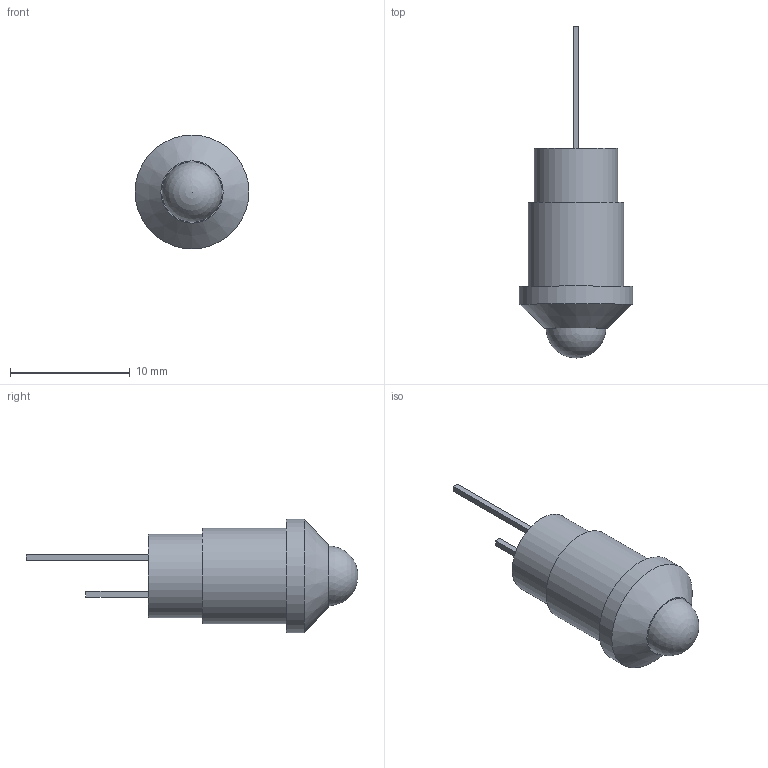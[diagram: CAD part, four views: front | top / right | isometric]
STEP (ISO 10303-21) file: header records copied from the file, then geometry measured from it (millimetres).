
FILE_DESCRIPTION(('FreeCAD Model'),'2;1');
FILE_NAME('LED_Aussenreflektor.step','2020-04-07T13:37:19',('Author'),(''), 'Open CASCADE STEP processor 6.8','FreeCAD','Unknown');
FILE_SCHEMA(('AUTOMOTIVE_DESIGN_CC2 { 1 2 10303 214 -1 1 5 4 }'));
Length unit declared in the file: millimetre
Products named in the file (1): LED_Aussenreflektor
Bounding box: 9.5 x 27.7 x 9.5 mm (x, y, z)
Volume: 501.2 mm3; surface area: 747.8 mm2
Topology: 1 solids, 1 shells, 21 faces, 41 edges, 27 vertices
Faces by surface type: plane 15, cylinder 4, cone 1, sphere 1
Full cylindrical faces by diameter (mm): 5.8 x1, 7 x1, 8 x1, 9.5 x1
Entity records: 1240 total; most frequent: CARTESIAN_POINT 223, DIRECTION 166, LINE 100, VECTOR 100, ORIENTED_EDGE 80, PCURVE 80, DEFINITIONAL_REPRESENTATION 80, EDGE_CURVE 40
